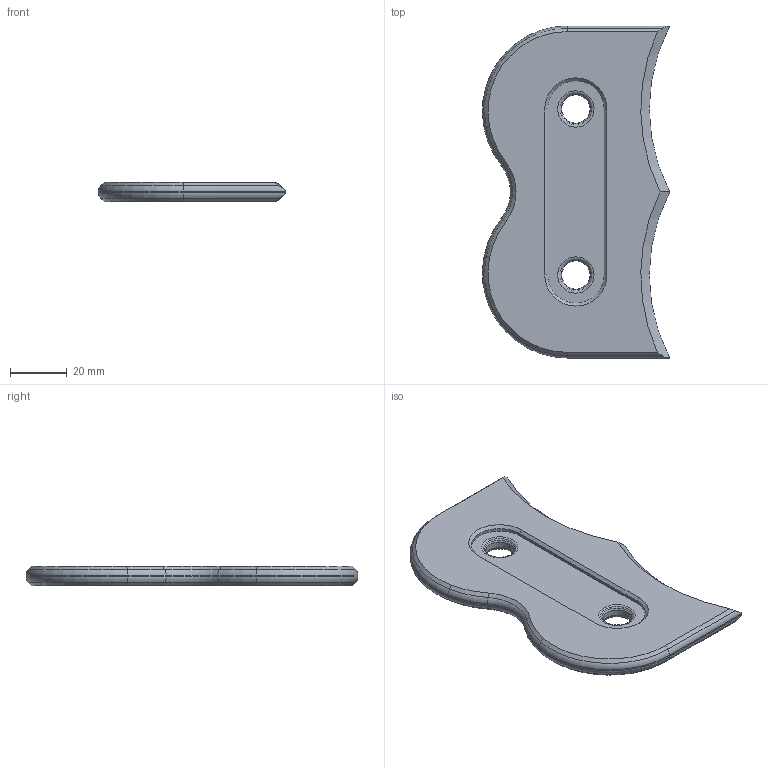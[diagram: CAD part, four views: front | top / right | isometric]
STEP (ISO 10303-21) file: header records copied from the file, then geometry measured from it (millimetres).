
FILE_DESCRIPTION(/* description */ (''),/* implementation_level */ '2;1');
FILE_NAME(/* name */ 'Pottery Contour Tool - 4 5-8 Bubble v1.step',/* time_stamp */ '2024-03-30T17:04:30-07:00',/* author */ (''),/* organization */ (''),/* preprocessor_version */ 'ST-DEVELOPER v20',/* originating_system */ 'Autodesk Translation Framework v12.14.0.127',/* authorisation */ '');
FILE_SCHEMA (('AUTOMOTIVE_DESIGN { 1 0 10303 214 3 1 1 }'));
Length unit declared in the file: millimetre
Products named in the file (1): Pottery Contour Tool - 4-5/8 Bubble
Bounding box: 66.21 x 117.46 x 7 mm (x, y, z)
Volume: 40026.9 mm3; surface area: 14737 mm2
Topology: 1 solids, 1 shells, 64 faces, 147 edges, 86 vertices
Faces by surface type: cone 20, torus 16, cylinder 15, plane 13
Full cylindrical faces by diameter (mm): 10 x2
Entity records: 1881 total; most frequent: CARTESIAN_POINT 352, DIRECTION 343, ORIENTED_EDGE 294, EDGE_CURVE 147, AXIS2_PLACEMENT_3D 145, VERTEX_POINT 86, CIRCLE 80, EDGE_LOOP 69
